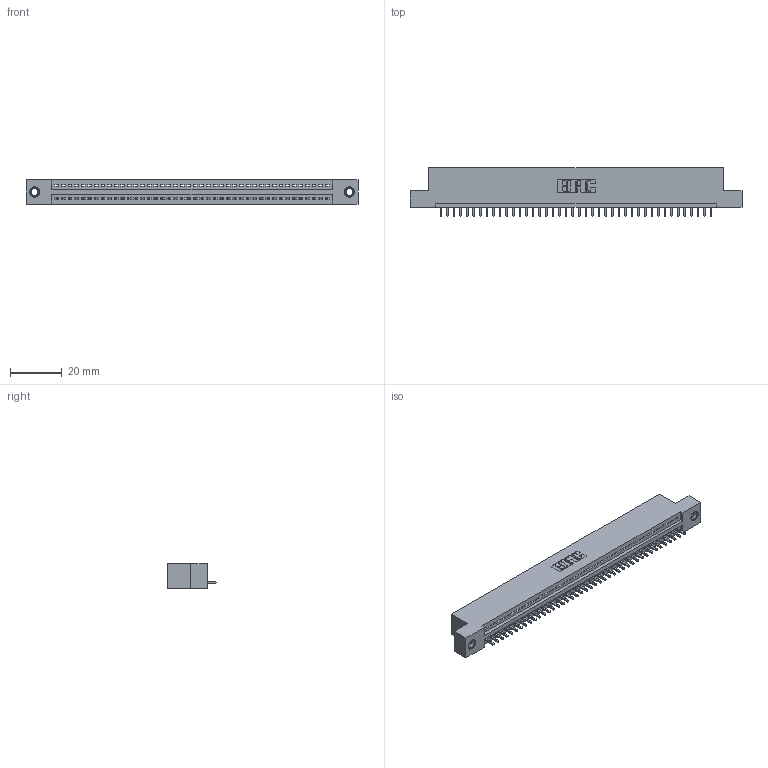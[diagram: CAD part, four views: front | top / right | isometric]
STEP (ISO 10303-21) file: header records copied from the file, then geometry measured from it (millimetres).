
FILE_DESCRIPTION (( 'STEP AP203' ), '1' );
FILE_NAME ('345-042-521-107.STEP', '2019-10-08T13:48:48', ( '' ), ( '' ), 'SwSTEP 2.0', 'SolidWorks 2016', '' );
FILE_SCHEMA (( 'CONFIG_CONTROL_DESIGN' ));
Length unit declared in the file: inch
Products named in the file (4): 345 Part_Flush Mounting Lugs - 0.156 Dia-TI; 345-292-001_345-293-121; 345-042-521-107; 345-250-001_345-250-005-103
Assembly tree (45 placements, depth 2):
  345-042-521-107
    345 Part_Flush Mounting Lugs - 0.156 Dia-TI
    345-292-001_345-293-121  x42
    345-250-001_345-250-005-103  x2
Bounding box: 127.89 x 18.72 x 9.4 mm (x, y, z)
Volume: 12014 mm3; surface area: 15530.8 mm2
Topology: 45 solids, 45 shells, 2622 faces, 7869 edges, 5182 vertices
Faces by surface type: plane 1792, cylinder 814, cone 12, torus 4
Entity records: 32814 total; most frequent: CARTESIAN_POINT 5665, ORIENTED_EDGE 5634, DIRECTION 4975, EDGE_CURVE 2817, LINE 2497, VECTOR 2497, VERTEX_POINT 1872, AXIS2_PLACEMENT_3D 1239
